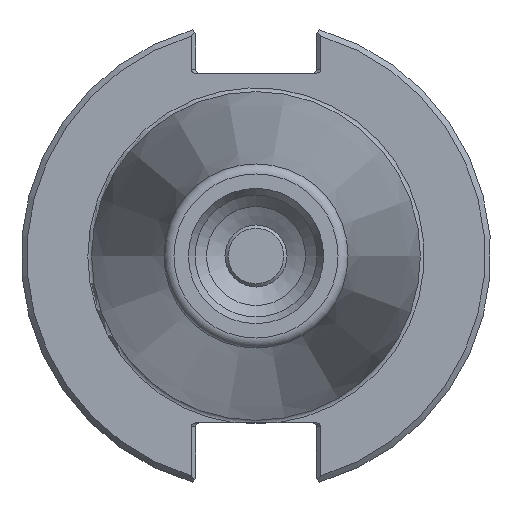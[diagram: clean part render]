
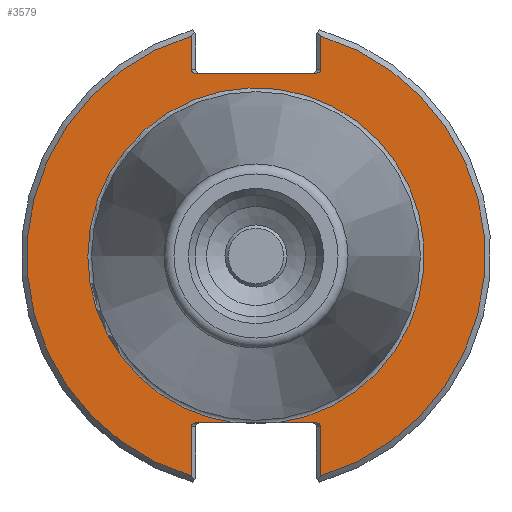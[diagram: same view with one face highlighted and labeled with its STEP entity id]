
A CAD part, left-side view. The second image highlights one B-rep face of the part: STEP entity #3579.
In plain terms, the highlighted planar face has unit normal (-1, 0, 0).
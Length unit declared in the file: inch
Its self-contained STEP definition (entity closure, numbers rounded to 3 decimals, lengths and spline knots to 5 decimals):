
#2637=CARTESIAN_POINT('',(0.125,0.345,0.992));
#2638=VERTEX_POINT('',#2637);
#2645=CARTESIAN_POINT('',(0.125,0.31672,0.972));
#2646=VERTEX_POINT('',#2645);
#2647=CARTESIAN_POINT('',(0.125,0.31672,0.992));
#2648=DIRECTION('',(-1.0,0.0,0.0));
#2649=DIRECTION('',(0.0,1.0,0.0));
#2650=AXIS2_PLACEMENT_3D('',#2647,#2648,#2649);
#2651=ELLIPSE('',#2650,0.02828,0.02);
#2652=EDGE_CURVE('',#2638,#2646,#2651,.T.);
#2737=CARTESIAN_POINT('',(0.125,0.345,1.1702));
#2738=VERTEX_POINT('',#2737);
#2745=CARTESIAN_POINT('',(0.125,0.345,1.1702));
#2746=DIRECTION('',(0.0,0.0,-1.0));
#2747=VECTOR('',#2746,0.1782);
#2748=LINE('',#2745,#2747);
#2749=EDGE_CURVE('',#2738,#2638,#2748,.T.);
#2849=CARTESIAN_POINT('',(0.125,-0.31672,0.972));
#2850=VERTEX_POINT('',#2849);
#2857=CARTESIAN_POINT('',(0.125,-0.345,0.992));
#2858=VERTEX_POINT('',#2857);
#2859=CARTESIAN_POINT('',(0.125,-0.31672,0.992));
#2860=DIRECTION('',(-1.0,0.0,0.0));
#2861=DIRECTION('',(0.0,-1.0,0.0));
#2862=AXIS2_PLACEMENT_3D('',#2859,#2860,#2861);
#2863=ELLIPSE('',#2862,0.02828,0.02);
#2864=EDGE_CURVE('',#2850,#2858,#2863,.T.);
#2914=CARTESIAN_POINT('',(0.125,-0.345,1.1702));
#2915=VERTEX_POINT('',#2914);
#2916=CARTESIAN_POINT('',(0.125,-0.345,0.992));
#2917=DIRECTION('',(0.0,0.0,1.0));
#2918=VECTOR('',#2917,0.1782);
#2919=LINE('',#2916,#2918);
#2920=EDGE_CURVE('',#2858,#2915,#2919,.T.);
#2938=CARTESIAN_POINT('',(0.125,-0.345,-0.908));
#2939=VERTEX_POINT('',#2938);
#2940=CARTESIAN_POINT('',(0.125,-0.31672,-0.888));
#2941=VERTEX_POINT('',#2940);
#2942=CARTESIAN_POINT('',(0.125,-0.31672,-0.908));
#2943=DIRECTION('',(-1.0,0.0,0.0));
#2944=DIRECTION('',(0.0,-1.0,0.0));
#2945=AXIS2_PLACEMENT_3D('',#2942,#2943,#2944);
#2946=ELLIPSE('',#2945,0.02828,0.02);
#2947=EDGE_CURVE('',#2939,#2941,#2946,.T.);
#3045=CARTESIAN_POINT('',(0.125,-0.345,-1.1702));
#3046=VERTEX_POINT('',#3045);
#3053=CARTESIAN_POINT('',(0.125,-0.345,-1.1702));
#3054=DIRECTION('',(0.0,0.0,1.0));
#3055=VECTOR('',#3054,0.2622);
#3056=LINE('',#3053,#3055);
#3057=EDGE_CURVE('',#3046,#2939,#3056,.T.);
#3157=CARTESIAN_POINT('',(0.125,0.31672,-0.888));
#3158=VERTEX_POINT('',#3157);
#3165=CARTESIAN_POINT('',(0.125,0.345,-0.908));
#3166=VERTEX_POINT('',#3165);
#3167=CARTESIAN_POINT('',(0.125,0.31672,-0.908));
#3168=DIRECTION('',(-1.0,0.0,0.0));
#3169=DIRECTION('',(0.0,1.0,0.0));
#3170=AXIS2_PLACEMENT_3D('',#3167,#3168,#3169);
#3171=ELLIPSE('',#3170,0.02828,0.02);
#3172=EDGE_CURVE('',#3158,#3166,#3171,.T.);
#3222=CARTESIAN_POINT('',(0.125,0.345,-1.1702));
#3223=VERTEX_POINT('',#3222);
#3224=CARTESIAN_POINT('',(0.125,0.345,-0.908));
#3225=DIRECTION('',(0.0,0.0,-1.0));
#3226=VECTOR('',#3225,0.2622);
#3227=LINE('',#3224,#3226);
#3228=EDGE_CURVE('',#3166,#3223,#3227,.T.);
#3295=CARTESIAN_POINT('',(0.125,0.31672,0.972));
#3296=DIRECTION('',(0.0,-1.0,0.0));
#3297=VECTOR('',#3296,0.63343);
#3298=LINE('',#3295,#3297);
#3299=EDGE_CURVE('',#2646,#2850,#3298,.T.);
#3497=CARTESIAN_POINT('',(0.125,-0.11172,-0.888));
#3498=VERTEX_POINT('',#3497);
#3499=CARTESIAN_POINT('',(0.125,0.11172,-0.888));
#3500=VERTEX_POINT('',#3499);
#3515=CARTESIAN_POINT('',(0.125,0.,0.0));
#3516=DIRECTION('',(-1.0,0.0,0.0));
#3517=DIRECTION('',(0.0,-1.0,0.0));
#3518=AXIS2_PLACEMENT_3D('',#3515,#3516,#3517);
#3519=CIRCLE('',#3518,0.895);
#3520=EDGE_CURVE('',#3498,#3500,#3519,.T.);
#3536=CARTESIAN_POINT('',(0.125,1.0625,0.0));
#3537=DIRECTION('',(-1.0,0.0,0.0));
#3538=DIRECTION('',(0.0,0.0,1.0));
#3539=AXIS2_PLACEMENT_3D('',#3536,#3537,#3538);
#3540=PLANE('',#3539);
#3541=ORIENTED_EDGE('',*,*,#3520,.F.);
#3542=CARTESIAN_POINT('',(0.125,-0.31672,-0.888));
#3543=DIRECTION('',(0.0,1.0,0.0));
#3544=VECTOR('',#3543,0.205);
#3545=LINE('',#3542,#3544);
#3546=EDGE_CURVE('',#2941,#3498,#3545,.T.);
#3547=ORIENTED_EDGE('',*,*,#3546,.F.);
#3548=ORIENTED_EDGE('',*,*,#2947,.F.);
#3549=ORIENTED_EDGE('',*,*,#3057,.F.);
#3550=CARTESIAN_POINT('',(0.125,0.,0.0));
#3551=DIRECTION('',(1.0,0.0,0.0));
#3552=DIRECTION('',(0.0,-1.0,0.0));
#3553=AXIS2_PLACEMENT_3D('',#3550,#3551,#3552);
#3554=CIRCLE('',#3553,1.22);
#3555=EDGE_CURVE('',#2915,#3046,#3554,.T.);
#3556=ORIENTED_EDGE('',*,*,#3555,.F.);
#3557=ORIENTED_EDGE('',*,*,#2920,.F.);
#3558=ORIENTED_EDGE('',*,*,#2864,.F.);
#3559=ORIENTED_EDGE('',*,*,#3299,.F.);
#3560=ORIENTED_EDGE('',*,*,#2652,.F.);
#3561=ORIENTED_EDGE('',*,*,#2749,.F.);
#3562=CARTESIAN_POINT('',(0.125,0.,0.0));
#3563=DIRECTION('',(1.0,0.0,0.0));
#3564=DIRECTION('',(0.0,1.0,0.0));
#3565=AXIS2_PLACEMENT_3D('',#3562,#3563,#3564);
#3566=CIRCLE('',#3565,1.22);
#3567=EDGE_CURVE('',#3223,#2738,#3566,.T.);
#3568=ORIENTED_EDGE('',*,*,#3567,.F.);
#3569=ORIENTED_EDGE('',*,*,#3228,.F.);
#3570=ORIENTED_EDGE('',*,*,#3172,.F.);
#3571=CARTESIAN_POINT('',(0.125,0.11172,-0.888));
#3572=DIRECTION('',(0.0,1.0,0.0));
#3573=VECTOR('',#3572,0.205);
#3574=LINE('',#3571,#3573);
#3575=EDGE_CURVE('',#3500,#3158,#3574,.T.);
#3576=ORIENTED_EDGE('',*,*,#3575,.F.);
#3577=EDGE_LOOP('',(#3541,#3547,#3548,#3549,#3556,#3557,#3558,#3559,#3560,#3561,#3568,#3569,#3570,#3576));
#3578=FACE_OUTER_BOUND('',#3577,.T.);
#3579=ADVANCED_FACE('',(#3578),#3540,.T.);
